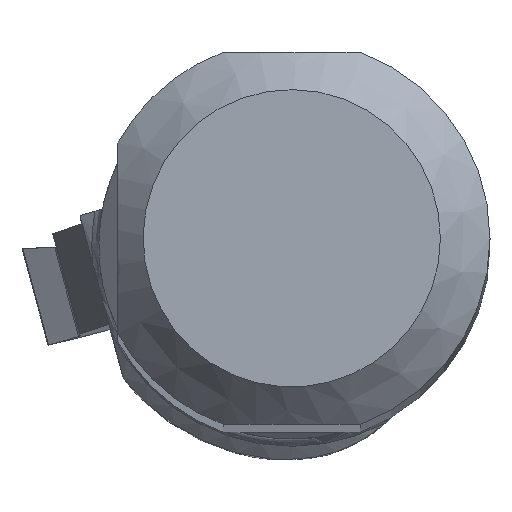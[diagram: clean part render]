
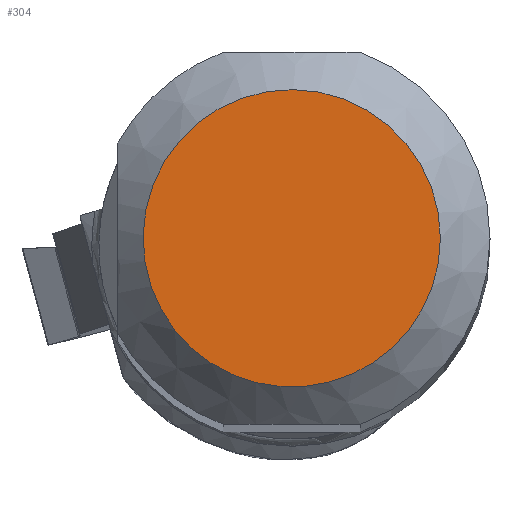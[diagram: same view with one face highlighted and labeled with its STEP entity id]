
A CAD part, top view. The second image highlights one B-rep face of the part: STEP entity #304.
In plain terms, the highlighted planar face has unit normal (0, 0, 1).
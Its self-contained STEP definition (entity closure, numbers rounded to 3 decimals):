
#186=PLANE('',#2012);
#304=ADVANCED_FACE('',(#419),#186,.T.);
#419=FACE_OUTER_BOUND('',#514,.T.);
#514=EDGE_LOOP('',(#969));
#574=CIRCLE('',#2011,5.993);
#969=ORIENTED_EDGE('',*,*,#1482,.T.);
#1247=VERTEX_POINT('',#3304);
#1482=EDGE_CURVE('',#1247,#1247,#574,.T.);
#2011=AXIS2_PLACEMENT_3D('',#3303,#2464,#2465);
#2012=AXIS2_PLACEMENT_3D('',#3305,#2466,#2467);
#2464=DIRECTION('',(0.,0.,1.));
#2465=DIRECTION('',(1.,0.,0.));
#2466=DIRECTION('',(0.,0.,1.));
#2467=DIRECTION('',(1.,0.,0.));
#3303=CARTESIAN_POINT('',(0.,0.,0.));
#3304=CARTESIAN_POINT('',(5.993,0.,0.));
#3305=CARTESIAN_POINT('',(0.,0.,
0.));
